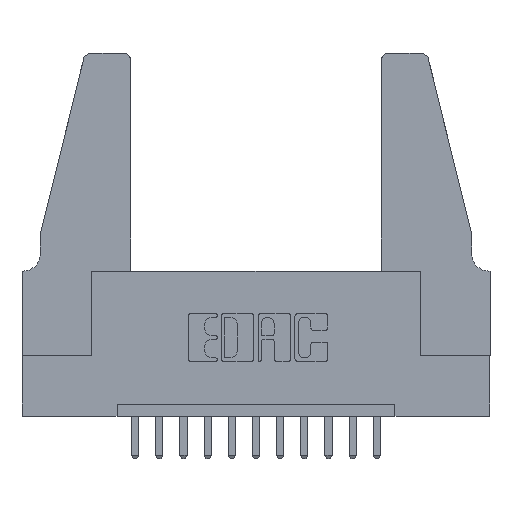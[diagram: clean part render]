
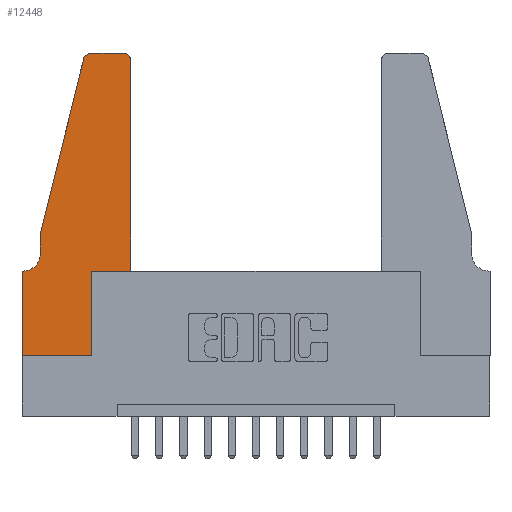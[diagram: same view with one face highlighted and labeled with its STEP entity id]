
A CAD part, top view. The second image highlights one B-rep face of the part: STEP entity #12448.
In plain terms, the highlighted planar face has unit normal (0, 0, 1).
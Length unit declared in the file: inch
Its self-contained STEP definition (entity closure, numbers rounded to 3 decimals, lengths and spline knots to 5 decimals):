
#13 = DIRECTION ( 'NONE',  ( 1., 0., 0. ) ) ;
#48 = EDGE_CURVE ( 'NONE', #6603, #6516, #13456, .T. ) ;
#97 = VERTEX_POINT ( 'NONE', #10161 ) ;
#129 = VERTEX_POINT ( 'NONE', #3322 ) ;
#176 = CARTESIAN_POINT ( 'NONE',  ( 0.4505, 1.22, 0.37 ) ) ;
#325 = ORIENTED_EDGE ( 'NONE', *, *, #11126, .T. ) ;
#368 = VERTEX_POINT ( 'NONE', #2887 ) ;
#453 = DIRECTION ( 'NONE',  ( 0., -1., 0. ) ) ;
#456 = CARTESIAN_POINT ( 'NONE',  ( 0., 0.35, 0.37 ) ) ;
#461 = LINE ( 'NONE', #9692, #14147 ) ;
#844 = EDGE_LOOP ( 'NONE', ( #7951, #6421, #325, #8941, #11429, #14129, #14038, #11715, #9151, #6616, #13579, #1482 ) ) ;
#1060 = CARTESIAN_POINT ( 'NONE',  ( 0.4505, 0.35, 0.37 ) ) ;
#1482 = ORIENTED_EDGE ( 'NONE', *, *, #6567, .T. ) ;
#1489 = EDGE_CURVE ( 'NONE', #14360, #9072, #1532, .T. ) ;
#1532 = LINE ( 'NONE', #12526, #14679 ) ;
#1583 = LINE ( 'NONE', #1060, #8022 ) ;
#1643 = EDGE_CURVE ( 'NONE', #8181, #1899, #11130, .T. ) ;
#1655 = CARTESIAN_POINT ( 'NONE',  ( 0., 0., 0.37 ) ) ;
#1856 = AXIS2_PLACEMENT_3D ( 'NONE', #11302, #5892, #11357 ) ;
#1899 = VERTEX_POINT ( 'NONE', #9016 ) ;
#2198 = VECTOR ( 'NONE', #10829, 39.37008 ) ;
#2305 = AXIS2_PLACEMENT_3D ( 'NONE', #11272, #10254, #13 ) ;
#2540 = VERTEX_POINT ( 'NONE', #5499 ) ;
#2573 = LINE ( 'NONE', #3071, #2741 ) ;
#2601 = EDGE_CURVE ( 'NONE', #2540, #12671, #2573, .T. ) ;
#2718 = DIRECTION ( 'NONE',  ( 0., 1., 0. ) ) ;
#2724 = VECTOR ( 'NONE', #4043, 39.37008 ) ;
#2741 = VECTOR ( 'NONE', #4350, 39.37008 ) ;
#2860 = VECTOR ( 'NONE', #12619, 39.37008 ) ;
#2865 = EDGE_CURVE ( 'NONE', #1899, #13121, #10583, .T. ) ;
#2887 = CARTESIAN_POINT ( 'NONE',  ( 0.0755, 0.5, 0.37 ) ) ;
#2961 = VECTOR ( 'NONE', #11369, 39.37008 ) ;
#3071 = CARTESIAN_POINT ( 'NONE',  ( 0., 0., 0.37 ) ) ;
#3162 = EDGE_CURVE ( 'NONE', #12671, #129, #11628, .T. ) ;
#3322 = CARTESIAN_POINT ( 'NONE',  ( 0.2865, 0.35, 0.37 ) ) ;
#3938 = CARTESIAN_POINT ( 'NONE',  ( 0., 0.35, 0.37 ) ) ;
#4017 = CIRCLE ( 'NONE', #1856, 0.07 ) ;
#4043 = DIRECTION ( 'NONE',  ( 0., -1., 0. ) ) ;
#4350 = DIRECTION ( 'NONE',  ( 1., 0., 0. ) ) ;
#4658 = CARTESIAN_POINT ( 'NONE',  ( 0.0755, 0.35, 0.37 ) ) ;
#4782 = CARTESIAN_POINT ( 'NONE',  ( 0.2865, 0., 0.37 ) ) ;
#5134 = DIRECTION ( 'NONE',  ( 1., 0., 0. ) ) ;
#5365 = DIRECTION ( 'NONE',  ( 0., 0., 1. ) ) ;
#5499 = CARTESIAN_POINT ( 'NONE',  ( 0., 0., 0.37 ) ) ;
#5892 = DIRECTION ( 'NONE',  ( 0., 0., -1. ) ) ;
#6089 = FACE_OUTER_BOUND ( 'NONE', #844, .T. ) ;
#6421 = ORIENTED_EDGE ( 'NONE', *, *, #2865, .T. ) ;
#6516 = VERTEX_POINT ( 'NONE', #3938 ) ;
#6567 = EDGE_CURVE ( 'NONE', #9072, #8181, #11652, .T. ) ;
#6603 = VERTEX_POINT ( 'NONE', #12268 ) ;
#6616 = ORIENTED_EDGE ( 'NONE', *, *, #12359, .T. ) ;
#7369 = PLANE ( 'NONE',  #9927 ) ;
#7397 = EDGE_CURVE ( 'NONE', #97, #6603, #4017, .T. ) ;
#7658 = EDGE_CURVE ( 'NONE', #6516, #2540, #9474, .T. ) ;
#7776 = CARTESIAN_POINT ( 'NONE',  ( 0.4205, 1.22, 0.37 ) ) ;
#7951 = ORIENTED_EDGE ( 'NONE', *, *, #1643, .T. ) ;
#8022 = VECTOR ( 'NONE', #12425, 39.37008 ) ;
#8181 = VERTEX_POINT ( 'NONE', #12883 ) ;
#8282 = CARTESIAN_POINT ( 'NONE',  ( 0.25487, 1.22718, 0.37 ) ) ;
#8350 = AXIS2_PLACEMENT_3D ( 'NONE', #7776, #5365, #8909 ) ;
#8909 = DIRECTION ( 'NONE',  ( 1., 0., 0. ) ) ;
#8941 = ORIENTED_EDGE ( 'NONE', *, *, #14454, .T. ) ;
#9016 = CARTESIAN_POINT ( 'NONE',  ( 0.284, 1.25, 0.37 ) ) ;
#9072 = VERTEX_POINT ( 'NONE', #176 ) ;
#9151 = ORIENTED_EDGE ( 'NONE', *, *, #3162, .T. ) ;
#9246 = LINE ( 'NONE', #13984, #2860 ) ;
#9270 = DIRECTION ( 'NONE',  ( -1., 0., 0. ) ) ;
#9446 = DIRECTION ( 'NONE',  ( 0., 0., 1. ) ) ;
#9474 = LINE ( 'NONE', #1655, #2724 ) ;
#9555 = VECTOR ( 'NONE', #9270, 39.37008 ) ;
#9692 = CARTESIAN_POINT ( 'NONE',  ( 0.0755, 0.5, 0.37 ) ) ;
#9723 = CARTESIAN_POINT ( 'NONE',  ( 0.2865, 0.35, 0.37 ) ) ;
#9927 = AXIS2_PLACEMENT_3D ( 'NONE', #456, #9446, #5134 ) ;
#10161 = CARTESIAN_POINT ( 'NONE',  ( 0.0755, 0.42, 0.37 ) ) ;
#10254 = DIRECTION ( 'NONE',  ( 0., 0., 1. ) ) ;
#10583 = CIRCLE ( 'NONE', #2305, 0.03 ) ;
#10605 = CARTESIAN_POINT ( 'NONE',  ( 0.4505, 0.35, 0.37 ) ) ;
#10829 = DIRECTION ( 'NONE',  ( 0., 1., 0. ) ) ;
#11126 = EDGE_CURVE ( 'NONE', #13121, #368, #9246, .T. ) ;
#11130 = LINE ( 'NONE', #13548, #2961 ) ;
#11272 = CARTESIAN_POINT ( 'NONE',  ( 0.284, 1.22, 0.37 ) ) ;
#11302 = CARTESIAN_POINT ( 'NONE',  ( 0.0055, 0.42, 0.37 ) ) ;
#11357 = DIRECTION ( 'NONE',  ( -1., 0., 0. ) ) ;
#11369 = DIRECTION ( 'NONE',  ( -1., 0., 0. ) ) ;
#11429 = ORIENTED_EDGE ( 'NONE', *, *, #7397, .T. ) ;
#11628 = LINE ( 'NONE', #9723, #2198 ) ;
#11652 = CIRCLE ( 'NONE', #8350, 0.03 ) ;
#11715 = ORIENTED_EDGE ( 'NONE', *, *, #2601, .T. ) ;
#12268 = CARTESIAN_POINT ( 'NONE',  ( 0.0055, 0.35, 0.37 ) ) ;
#12359 = EDGE_CURVE ( 'NONE', #129, #14360, #1583, .T. ) ;
#12425 = DIRECTION ( 'NONE',  ( 1., 0., 0. ) ) ;
#12448 = ADVANCED_FACE ( 'NONE', ( #6089 ), #7369, .T. ) ;
#12526 = CARTESIAN_POINT ( 'NONE',  ( 0.4505, 0.35, 0.37 ) ) ;
#12619 = DIRECTION ( 'NONE',  ( -0.239, -0.971, 0. ) ) ;
#12671 = VERTEX_POINT ( 'NONE', #4782 ) ;
#12883 = CARTESIAN_POINT ( 'NONE',  ( 0.4205, 1.25, 0.37 ) ) ;
#13121 = VERTEX_POINT ( 'NONE', #8282 ) ;
#13456 = LINE ( 'NONE', #4658, #9555 ) ;
#13548 = CARTESIAN_POINT ( 'NONE',  ( 0.2605, 1.25, 0.37 ) ) ;
#13579 = ORIENTED_EDGE ( 'NONE', *, *, #1489, .T. ) ;
#13984 = CARTESIAN_POINT ( 'NONE',  ( 0.0755, 0.5, 0.37 ) ) ;
#14038 = ORIENTED_EDGE ( 'NONE', *, *, #7658, .T. ) ;
#14129 = ORIENTED_EDGE ( 'NONE', *, *, #48, .T. ) ;
#14147 = VECTOR ( 'NONE', #453, 39.37008 ) ;
#14360 = VERTEX_POINT ( 'NONE', #10605 ) ;
#14454 = EDGE_CURVE ( 'NONE', #368, #97, #461, .T. ) ;
#14679 = VECTOR ( 'NONE', #2718, 39.37008 ) ;
